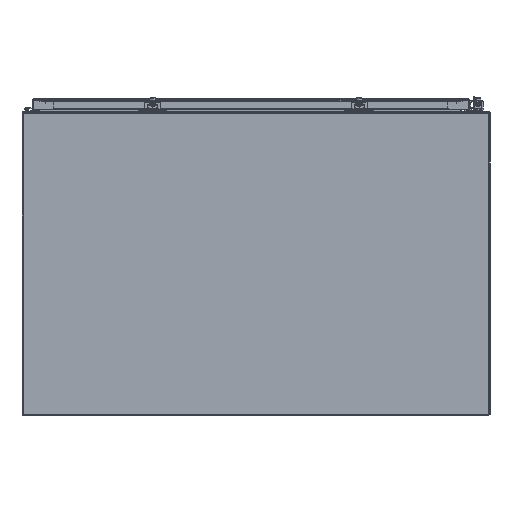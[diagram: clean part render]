
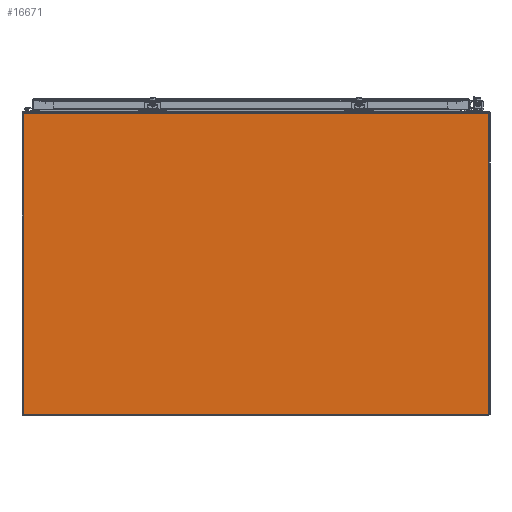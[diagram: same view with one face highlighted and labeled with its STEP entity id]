
A CAD part, front view. The second image highlights one B-rep face of the part: STEP entity #16671.
In plain terms, the highlighted face is planar.
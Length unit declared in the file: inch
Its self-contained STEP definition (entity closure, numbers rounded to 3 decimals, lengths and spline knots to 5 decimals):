
#5208 = CARTESIAN_POINT ( 'NONE',  ( -9.2344, -11.8907, 0.0937 ) ) ;
#5348 = DIRECTION ( 'NONE',  ( 1., 0., 0. ) ) ;
#5896 = ORIENTED_EDGE ( 'NONE', *, *, #28579, .T. ) ;
#6405 = LINE ( 'NONE', #31435, #35544 ) ;
#9437 = ORIENTED_EDGE ( 'NONE', *, *, #39546, .F. ) ;
#13235 = VECTOR ( 'NONE', #5348, 39.37008 ) ;
#16574 = ORIENTED_EDGE ( 'NONE', *, *, #37949, .F. ) ;
#16671 = ADVANCED_FACE ( 'NONE', ( #59443 ), #45286, .T. ) ;
#18898 = VECTOR ( 'NONE', #43907, 39.37008 ) ;
#19091 = LINE ( 'NONE', #26223, #46419 ) ;
#20339 = DIRECTION ( 'NONE',  ( 0., -1., 0. ) ) ;
#22852 = CARTESIAN_POINT ( 'NONE',  ( 18.4688, -11.8907, 0.0937 ) ) ;
#25370 = EDGE_CURVE ( 'NONE', #31882, #36901, #19091, .T. ) ;
#26223 = CARTESIAN_POINT ( 'NONE',  ( -18.4688, -12.01565, 0.0937 ) ) ;
#26288 = DIRECTION ( 'NONE',  ( 0., 1., 0. ) ) ;
#28579 = EDGE_CURVE ( 'NONE', #31882, #55389, #57054, .T. ) ;
#31435 = CARTESIAN_POINT ( 'NONE',  ( 18.4688, 12.01565, 0.0937 ) ) ;
#31882 = VERTEX_POINT ( 'NONE', #53429 ) ;
#33316 = LINE ( 'NONE', #38382, #18898 ) ;
#33979 = CARTESIAN_POINT ( 'NONE',  ( 18.4688, 12.01565, 0.0937 ) ) ;
#35544 = VECTOR ( 'NONE', #20339, 39.37008 ) ;
#36901 = VERTEX_POINT ( 'NONE', #69103 ) ;
#37949 = EDGE_CURVE ( 'NONE', #36901, #55373, #33316, .T. ) ;
#38382 = CARTESIAN_POINT ( 'NONE',  ( -18.4688, 12.01565, 0.0937 ) ) ;
#39546 = EDGE_CURVE ( 'NONE', #55373, #55389, #6405, .T. ) ;
#43070 = DIRECTION ( 'NONE',  ( 1., 0., 0. ) ) ;
#43083 = DIRECTION ( 'NONE',  ( 0., 0., 1. ) ) ;
#43305 = CARTESIAN_POINT ( 'NONE',  ( 0., 0., 0.0937 ) ) ;
#43907 = DIRECTION ( 'NONE',  ( 1., 0., 0. ) ) ;
#45286 = PLANE ( 'NONE',  #61099 ) ;
#46419 = VECTOR ( 'NONE', #26288, 39.37008 ) ;
#53429 = CARTESIAN_POINT ( 'NONE',  ( -18.4688, -11.8907, 0.0937 ) ) ;
#54492 = EDGE_LOOP ( 'NONE', ( #5896, #9437, #16574, #68800 ) ) ;
#55373 = VERTEX_POINT ( 'NONE', #33979 ) ;
#55389 = VERTEX_POINT ( 'NONE', #22852 ) ;
#57054 = LINE ( 'NONE', #5208, #13235 ) ;
#59443 = FACE_OUTER_BOUND ( 'NONE', #54492, .T. ) ;
#61099 = AXIS2_PLACEMENT_3D ( 'NONE', #43305, #43083, #43070 ) ;
#68800 = ORIENTED_EDGE ( 'NONE', *, *, #25370, .F. ) ;
#69103 = CARTESIAN_POINT ( 'NONE',  ( -18.4688, 12.01565, 0.0937 ) ) ;
